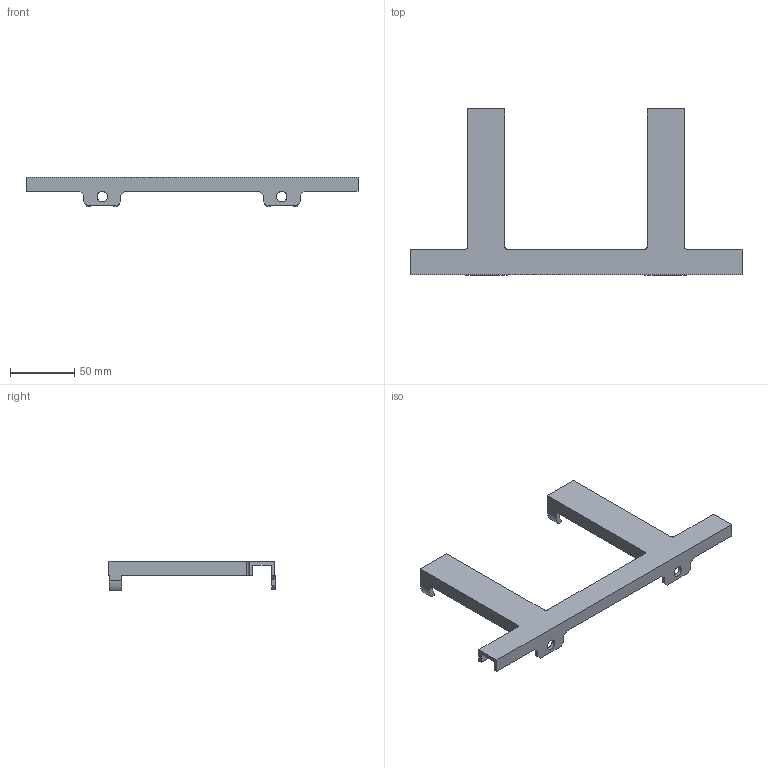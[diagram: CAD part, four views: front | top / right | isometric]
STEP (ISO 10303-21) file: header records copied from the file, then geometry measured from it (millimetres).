
FILE_DESCRIPTION(/* description */ (''),/* implementation_level */ '2;1');
FILE_NAME(/* name */ '4.8kwh battery cushion.step',/* time_stamp */ '2025-09-22T16:24:04-04:00',/* author */ (''),/* organization */ (''),/* preprocessor_version */ 'ST-DEVELOPER v20.1',/* originating_system */ 'Autodesk Translation Framework v14.17.0.0',/* authorisation */ '');
FILE_SCHEMA (('AUTOMOTIVE_DESIGN { 1 0 10303 214 3 1 1 }'));
Length unit declared in the file: millimetre
Products named in the file (1): 4.8kwh battery cushion
Bounding box: 259 x 129.51 x 23.08 mm (x, y, z)
Volume: 76800.5 mm3; surface area: 41380.9 mm2
Topology: 1 solids, 1 shells, 72 faces, 210 edges, 140 vertices
Faces by surface type: plane 48, cylinder 16, bspline 8
Full cylindrical faces by diameter (mm): 8.2 x2
Entity records: 2975 total; most frequent: CARTESIAN_POINT 1039, ORIENTED_EDGE 420, DIRECTION 368, EDGE_CURVE 210, LINE 150, VECTOR 150, VERTEX_POINT 140, AXIS2_PLACEMENT_3D 109
